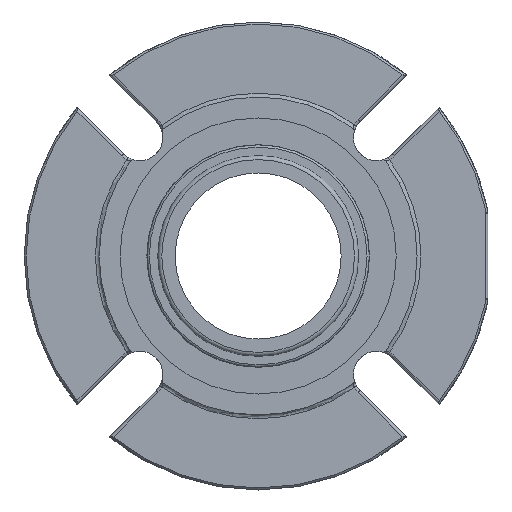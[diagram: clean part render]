
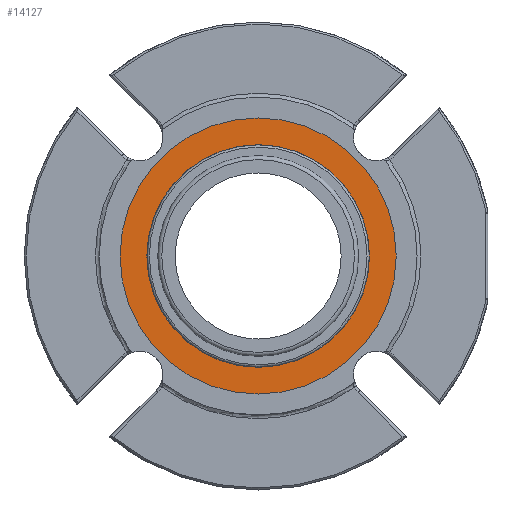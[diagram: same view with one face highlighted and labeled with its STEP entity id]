
A CAD part, left-side view. The second image highlights one B-rep face of the part: STEP entity #14127.
In plain terms, the highlighted planar face has unit normal (-1, 0, 0).
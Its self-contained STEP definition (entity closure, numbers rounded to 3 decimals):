
#1986=PLANE('',#15121);
#4917=ORIENTED_EDGE('',*,*,#6396,.T.);
#4918=ORIENTED_EDGE('',*,*,#6395,.T.);
#6395=EDGE_CURVE('',#7346,#7346,#7815,.F.);
#6396=EDGE_CURVE('',#7347,#7347,#7816,.T.);
#7346=VERTEX_POINT('',#25310);
#7347=VERTEX_POINT('',#25313);
#7815=CIRCLE('',#15120,42.228);
#7816=CIRCLE('',#15122,52.388);
#8506=EDGE_LOOP('',(#4917));
#8507=EDGE_LOOP('',(#4918));
#9205=FACE_BOUND('',#8506,.T.);
#9206=FACE_BOUND('',#8507,.T.);
#14127=ADVANCED_FACE('',(#9205,#9206),#1986,.T.);
#15120=AXIS2_PLACEMENT_3D('',#25309,#17624,#17625);
#15121=AXIS2_PLACEMENT_3D('',#25311,#17626,#17627);
#15122=AXIS2_PLACEMENT_3D('',#25312,#17628,#17629);
#17624=DIRECTION('',(-1.,0.,0.));
#17625=DIRECTION('',(0.,-1.,0.));
#17626=DIRECTION('',(-1.,0.,0.));
#17627=DIRECTION('',(0.,0.,-1.));
#17628=DIRECTION('',(-1.,0.,0.));
#17629=DIRECTION('',(0.,0.,-1.));
#25309=CARTESIAN_POINT('',(-0.483,0.,0.));
#25310=CARTESIAN_POINT('',(-0.483,-42.228,0.));
#25311=CARTESIAN_POINT('',(-0.483,0.,-46.038));
#25312=CARTESIAN_POINT('',(-0.483,0.,0.));
#25313=CARTESIAN_POINT('',(-0.483,0.,-52.388));
